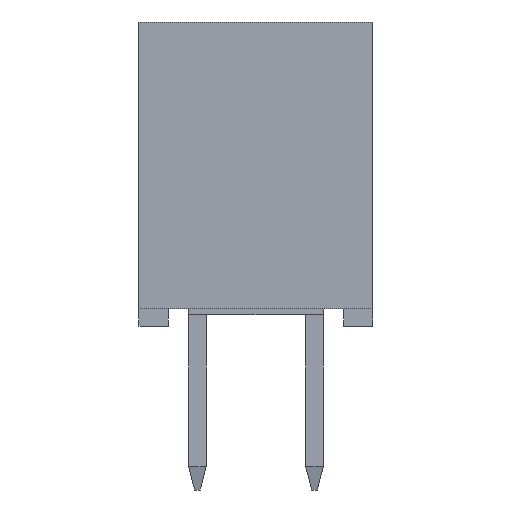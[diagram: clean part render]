
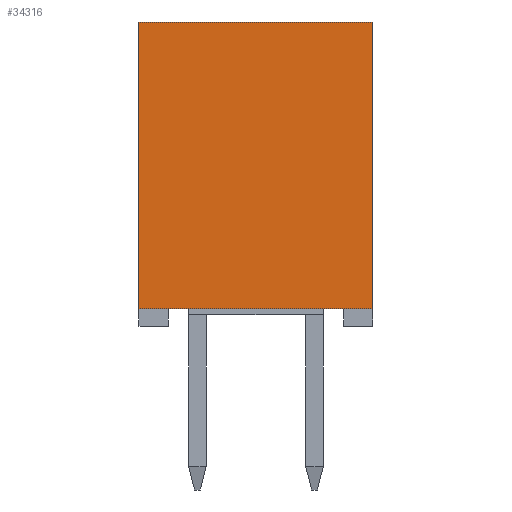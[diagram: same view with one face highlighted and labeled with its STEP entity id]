
A CAD part, front view. The second image highlights one B-rep face of the part: STEP entity #34316.
In plain terms, the highlighted face is planar.
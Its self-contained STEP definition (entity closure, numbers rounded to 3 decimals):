
#3215=ORIENTED_EDGE('',*,*,#10043,.F.);
#3216=ORIENTED_EDGE('',*,*,#10044,.F.);
#3217=ORIENTED_EDGE('',*,*,#10045,.F.);
#3218=ORIENTED_EDGE('',*,*,#10046,.F.);
#10043=EDGE_CURVE('',#13434,#13435,#16147,.T.);
#10044=EDGE_CURVE('',#13436,#13434,#16148,.T.);
#10045=EDGE_CURVE('',#13437,#13436,#16149,.T.);
#10046=EDGE_CURVE('',#13435,#13437,#16150,.T.);
#13434=VERTEX_POINT('',#47100);
#13435=VERTEX_POINT('',#47101);
#13436=VERTEX_POINT('',#47103);
#13437=VERTEX_POINT('',#47105);
#16147=LINE('',#47099,#19444);
#16148=LINE('',#47102,#19445);
#16149=LINE('',#47104,#19446);
#16150=LINE('',#47106,#19447);
#19444=VECTOR('',#39777,1000.);
#19445=VECTOR('',#39778,1000.);
#19446=VECTOR('',#39779,1000.);
#19447=VECTOR('',#39780,1000.);
#21815=EDGE_LOOP('',(#3215,#3216,#3217,#3218));
#23204=FACE_BOUND('',#21815,.T.);
#24573=PLANE('',#35747);
#34316=ADVANCED_FACE('',(#23204),#24573,.F.);
#35747=AXIS2_PLACEMENT_3D('',#47098,#39775,#39776);
#39775=DIRECTION('',(-1.,0.,0.));
#39776=DIRECTION('',(0.,0.,1.));
#39777=DIRECTION('',(0.,0.,1.));
#39778=DIRECTION('',(0.,-1.,0.));
#39779=DIRECTION('',(0.,0.,-1.));
#39780=DIRECTION('',(0.,1.,0.));
#47098=CARTESIAN_POINT('',(22.05,0.,0.));
#47099=CARTESIAN_POINT('',(22.05,-2.,-1.45));
#47100=CARTESIAN_POINT('',(22.05,-2.,-1.45));
#47101=CARTESIAN_POINT('',(22.05,-2.,3.45));
#47102=CARTESIAN_POINT('',(22.05,2.,-1.45));
#47103=CARTESIAN_POINT('',(22.05,2.,-1.45));
#47104=CARTESIAN_POINT('',(22.05,2.,1.45));
#47105=CARTESIAN_POINT('',(22.05,2.,3.45));
#47106=CARTESIAN_POINT('',(22.05,-2.,3.45));
